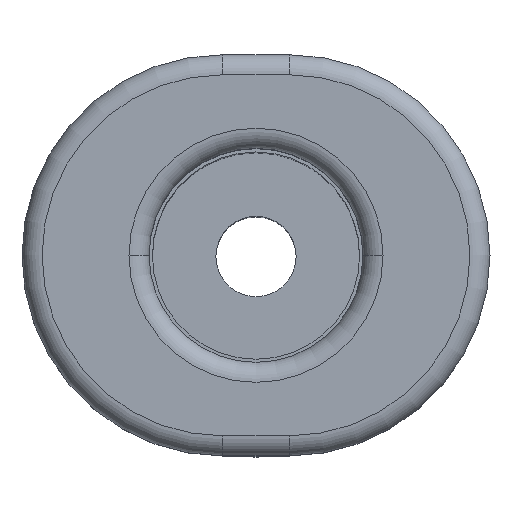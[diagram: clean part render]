
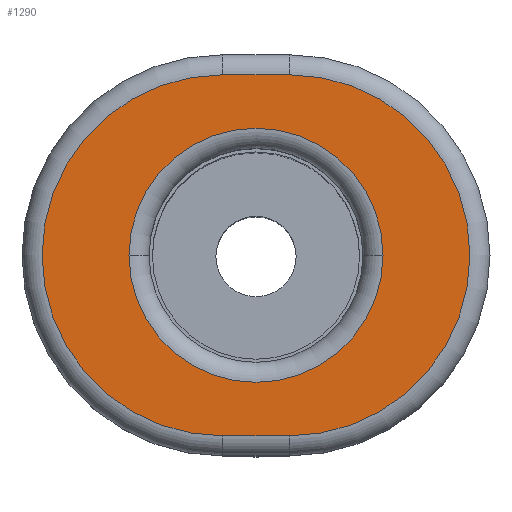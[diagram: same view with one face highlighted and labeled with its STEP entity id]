
A CAD part, top view. The second image highlights one B-rep face of the part: STEP entity #1290.
In plain terms, the highlighted planar face has unit normal (0, 0, 1).
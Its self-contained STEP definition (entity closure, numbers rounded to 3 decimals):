
#771=CARTESIAN_POINT('',(1.9,0.,8.1));
#772=VERTEX_POINT('',#771);
#780=CARTESIAN_POINT('',(-1.9,0.0,8.1));
#781=VERTEX_POINT('',#780);
#782=CARTESIAN_POINT('',(0.0,0.0,8.1));
#783=DIRECTION('',(0.0,0.0,1.0));
#784=DIRECTION('',(1.0,0.0,0.0));
#785=AXIS2_PLACEMENT_3D('',#782,#783,#784);
#786=CIRCLE('',#785,1.9);
#787=EDGE_CURVE('',#772,#781,#786,.T.);
#1103=CARTESIAN_POINT('',(0.5,2.7,8.1));
#1104=VERTEX_POINT('',#1103);
#1105=CARTESIAN_POINT('',(0.5,-2.7,8.1));
#1106=VERTEX_POINT('',#1105);
#1107=CARTESIAN_POINT('',(0.5,0.0,8.1));
#1108=DIRECTION('',(0.0,0.0,-1.0));
#1109=DIRECTION('',(1.0,0.0,0.0));
#1110=AXIS2_PLACEMENT_3D('',#1107,#1108,#1109);
#1111=CIRCLE('',#1110,2.7);
#1112=EDGE_CURVE('',#1104,#1106,#1111,.T.);
#1147=CARTESIAN_POINT('',(-0.5,-2.7,8.1));
#1148=VERTEX_POINT('',#1147);
#1149=CARTESIAN_POINT('',(0.5,-2.7,8.1));
#1150=DIRECTION('',(-1.0,0.0,0.0));
#1151=VECTOR('',#1150,1.0);
#1152=LINE('',#1149,#1151);
#1153=EDGE_CURVE('',#1106,#1148,#1152,.T.);
#1187=CARTESIAN_POINT('',(-0.5,2.7,8.1));
#1188=VERTEX_POINT('',#1187);
#1196=CARTESIAN_POINT('',(-0.5,2.7,8.1));
#1197=DIRECTION('',(1.0,0.0,0.0));
#1198=VECTOR('',#1197,1.0);
#1199=LINE('',#1196,#1198);
#1200=EDGE_CURVE('',#1188,#1104,#1199,.T.);
#1211=CARTESIAN_POINT('',(-0.5,0.0,8.1));
#1212=DIRECTION('',(0.0,0.0,-1.0));
#1213=DIRECTION('',(-1.0,0.0,0.0));
#1214=AXIS2_PLACEMENT_3D('',#1211,#1212,#1213);
#1215=CIRCLE('',#1214,2.7);
#1216=EDGE_CURVE('',#1148,#1188,#1215,.T.);
#1269=CARTESIAN_POINT('',(0.0,0.0,8.1));
#1270=DIRECTION('',(0.0,0.0,-1.0));
#1271=DIRECTION('',(1.0,0.0,0.0));
#1272=AXIS2_PLACEMENT_3D('',#1269,#1270,#1271);
#1273=PLANE('',#1272);
#1274=ORIENTED_EDGE('',*,*,#1112,.F.);
#1275=ORIENTED_EDGE('',*,*,#1200,.F.);
#1276=ORIENTED_EDGE('',*,*,#1216,.F.);
#1277=ORIENTED_EDGE('',*,*,#1153,.F.);
#1278=EDGE_LOOP('',(#1274,#1275,#1276,#1277));
#1279=FACE_OUTER_BOUND('',#1278,.T.);
#1280=CARTESIAN_POINT('',(0.0,0.0,8.1));
#1281=DIRECTION('',(0.0,0.0,1.0));
#1282=DIRECTION('',(1.0,0.0,0.0));
#1283=AXIS2_PLACEMENT_3D('',#1280,#1281,#1282);
#1284=CIRCLE('',#1283,1.9);
#1285=EDGE_CURVE('',#781,#772,#1284,.T.);
#1286=ORIENTED_EDGE('',*,*,#1285,.F.);
#1287=ORIENTED_EDGE('',*,*,#787,.F.);
#1288=EDGE_LOOP('',(#1286,#1287));
#1289=FACE_BOUND('',#1288,.T.);
#1290=ADVANCED_FACE('',(#1279,#1289),#1273,.F.);
